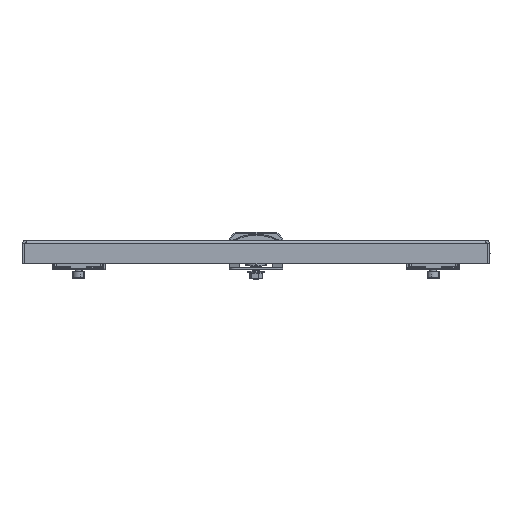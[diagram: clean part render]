
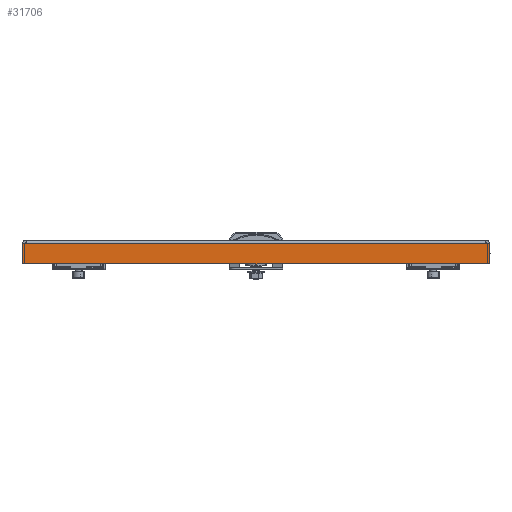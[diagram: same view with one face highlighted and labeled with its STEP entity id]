
A CAD part, left-side view. The second image highlights one B-rep face of the part: STEP entity #31706.
In plain terms, the highlighted planar face has unit normal (-1, 0, 0).
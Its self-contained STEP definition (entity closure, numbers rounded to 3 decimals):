
#4315 = CARTESIAN_POINT ( 'NONE',  ( -297., -197.5, -20. ) ) ;
#4317 = CARTESIAN_POINT ( 'NONE',  ( -297., 197.5, -3. ) ) ;
#4399 = CARTESIAN_POINT ( 'NONE',  ( -297., 197.5, -20. ) ) ;
#4445 = CARTESIAN_POINT ( 'NONE',  ( -297., -197.5, -3. ) ) ;
#5383 = CARTESIAN_POINT ( 'NONE',  ( -297., 194.5, -3. ) ) ;
#5388 = CARTESIAN_POINT ( 'NONE',  ( -297., -194.5, -3. ) ) ;
#7316 = CARTESIAN_POINT ( 'NONE',  ( -297., -197.5, -3. ) ) ;
#7319 = CARTESIAN_POINT ( 'NONE',  ( -297., 0., -20. ) ) ;
#7321 = DIRECTION ( 'NONE',  ( 0., -1., 0. ) ) ;
#7336 = DIRECTION ( 'NONE',  ( 0., -1., 0. ) ) ;
#7340 = CARTESIAN_POINT ( 'NONE',  ( -297., 197.5, 0. ) ) ;
#7354 = CARTESIAN_POINT ( 'NONE',  ( -297., -197.5, 0. ) ) ;
#7359 = DIRECTION ( 'NONE',  ( 0., 0., 1. ) ) ;
#7370 = CARTESIAN_POINT ( 'NONE',  ( -297., -197.5, -3. ) ) ;
#7382 = DIRECTION ( 'NONE',  ( 0., 0., -1. ) ) ;
#7399 = DIRECTION ( 'NONE',  ( 0., -1., 0. ) ) ;
#7405 = CARTESIAN_POINT ( 'NONE',  ( -297., -197.5, -3. ) ) ;
#7408 = DIRECTION ( 'NONE',  ( 0., -1., 0. ) ) ;
#8354 = LINE ( 'NONE', #7316, #8357 ) ;
#8357 = VECTOR ( 'NONE', #7321, 1000. ) ;
#8358 = LINE ( 'NONE', #7319, #8363 ) ;
#8363 = VECTOR ( 'NONE', #7336, 1000. ) ;
#8366 = LINE ( 'NONE', #7354, #8369 ) ;
#8369 = VECTOR ( 'NONE', #7359, 1000. ) ;
#8372 = LINE ( 'NONE', #7340, #8377 ) ;
#8374 = LINE ( 'NONE', #7370, #8383 ) ;
#8377 = VECTOR ( 'NONE', #7382, 1000. ) ;
#8382 = LINE ( 'NONE', #7405, #8385 ) ;
#8383 = VECTOR ( 'NONE', #7399, 1000. ) ;
#8385 = VECTOR ( 'NONE', #7408, 1000. ) ;
#12330 = EDGE_CURVE ( 'NONE', #14337, #14342, #8354, .T. ) ;
#12333 = EDGE_CURVE ( 'NONE', #14476, #14384, #8358, .T. ) ;
#12336 = EDGE_CURVE ( 'NONE', #14384, #14531, #8366, .T. ) ;
#12340 = EDGE_CURVE ( 'NONE', #14386, #14476, #8372, .T. ) ;
#12343 = EDGE_CURVE ( 'NONE', #14342, #14531, #8374, .T. ) ;
#12344 = EDGE_CURVE ( 'NONE', #14386, #14337, #8382, .T. ) ;
#14337 = VERTEX_POINT ( 'NONE', #5383 ) ;
#14342 = VERTEX_POINT ( 'NONE', #5388 ) ;
#14384 = VERTEX_POINT ( 'NONE', #4315 ) ;
#14386 = VERTEX_POINT ( 'NONE', #4317 ) ;
#14476 = VERTEX_POINT ( 'NONE', #4399 ) ;
#14531 = VERTEX_POINT ( 'NONE', #4445 ) ;
#15611 = FACE_OUTER_BOUND ( 'NONE', #16818, .T. ) ;
#16734 = CARTESIAN_POINT ( 'NONE',  ( -297., 0., 0. ) ) ;
#16749 = PLANE ( 'NONE',  #17385 ) ;
#16752 = DIRECTION ( 'NONE',  ( 1., 0., 0. ) ) ;
#16754 = DIRECTION ( 'NONE',  ( 0., 0., -1. ) ) ;
#16818 = EDGE_LOOP ( 'NONE', ( #32423, #32424, #32425, #32426, #32427, #32429 ) ) ;
#17385 = AXIS2_PLACEMENT_3D ( 'NONE', #16734, #16752, #16754 ) ;
#31706 = ADVANCED_FACE ( 'NONE', ( #15611 ), #16749, .F. ) ;
#32423 = ORIENTED_EDGE ( 'NONE', *, *, #12344, .F. ) ;
#32424 = ORIENTED_EDGE ( 'NONE', *, *, #12340, .T. ) ;
#32425 = ORIENTED_EDGE ( 'NONE', *, *, #12333, .T. ) ;
#32426 = ORIENTED_EDGE ( 'NONE', *, *, #12336, .T. ) ;
#32427 = ORIENTED_EDGE ( 'NONE', *, *, #12343, .F. ) ;
#32429 = ORIENTED_EDGE ( 'NONE', *, *, #12330, .F. ) ;
